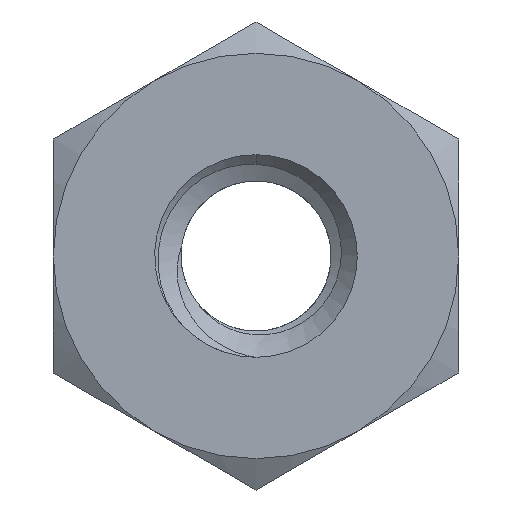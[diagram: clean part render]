
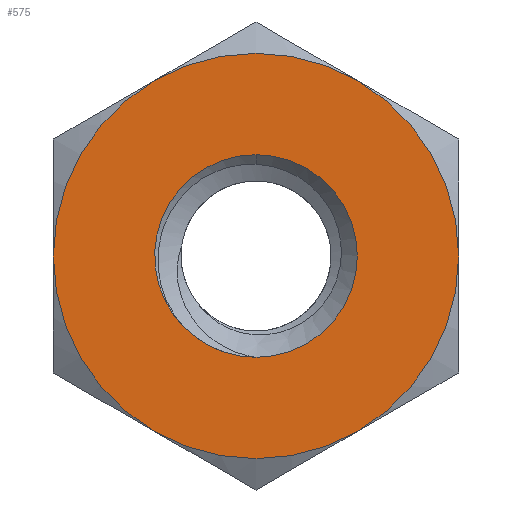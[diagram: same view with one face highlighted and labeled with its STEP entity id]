
A CAD part, front view. The second image highlights one B-rep face of the part: STEP entity #575.
In plain terms, the highlighted planar face has unit normal (0, -1, 0).
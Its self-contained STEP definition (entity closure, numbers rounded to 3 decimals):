
#17=FACE_BOUND('',#178,.T.);
#25=PLANE('',#645);
#101=CIRCLE('',#616,1.);
#104=CIRCLE('',#624,1.);
#105=CIRCLE('',#626,1.);
#107=CIRCLE('',#630,2.);
#114=CIRCLE('',#646,2.);
#115=CIRCLE('',#647,2.);
#116=CIRCLE('',#648,2.);
#117=CIRCLE('',#649,2.);
#118=CIRCLE('',#650,2.);
#141=FACE_OUTER_BOUND('',#177,.T.);
#177=EDGE_LOOP('',(#480,#481,#482,#483,#484,#485));
#178=EDGE_LOOP('',(#486,#487,#488));
#261=VERTEX_POINT('',#1326);
#262=VERTEX_POINT('',#1406);
#270=VERTEX_POINT('',#2353);
#271=VERTEX_POINT('',#2846);
#272=VERTEX_POINT('',#2847);
#283=VERTEX_POINT('',#2881);
#286=VERTEX_POINT('',#2898);
#291=VERTEX_POINT('',#2933);
#294=VERTEX_POINT('',#2950);
#314=EDGE_CURVE('',#262,#261,#101,.T.);
#330=EDGE_CURVE('',#270,#262,#104,.T.);
#331=EDGE_CURVE('',#261,#270,#105,.T.);
#336=EDGE_CURVE('',#271,#272,#107,.T.);
#373=EDGE_CURVE('',#272,#286,#114,.T.);
#374=EDGE_CURVE('',#286,#283,#115,.T.);
#375=EDGE_CURVE('',#283,#294,#116,.T.);
#376=EDGE_CURVE('',#294,#291,#117,.T.);
#377=EDGE_CURVE('',#271,#291,#118,.T.);
#480=ORIENTED_EDGE('',*,*,#336,.T.);
#481=ORIENTED_EDGE('',*,*,#373,.T.);
#482=ORIENTED_EDGE('',*,*,#374,.T.);
#483=ORIENTED_EDGE('',*,*,#375,.T.);
#484=ORIENTED_EDGE('',*,*,#376,.T.);
#485=ORIENTED_EDGE('',*,*,#377,.F.);
#486=ORIENTED_EDGE('',*,*,#314,.T.);
#487=ORIENTED_EDGE('',*,*,#331,.T.);
#488=ORIENTED_EDGE('',*,*,#330,.T.);
#575=ADVANCED_FACE('',(#141,#17),#25,.F.);
#616=AXIS2_PLACEMENT_3D('',#1407,#685,#686);
#624=AXIS2_PLACEMENT_3D('',#2546,#704,#705);
#626=AXIS2_PLACEMENT_3D('',#2548,#708,#709);
#630=AXIS2_PLACEMENT_3D('',#2848,#716,#717);
#645=AXIS2_PLACEMENT_3D('',#2963,#752,#753);
#646=AXIS2_PLACEMENT_3D('',#2964,#754,#755);
#647=AXIS2_PLACEMENT_3D('',#2965,#756,#757);
#648=AXIS2_PLACEMENT_3D('',#2966,#758,#759);
#649=AXIS2_PLACEMENT_3D('',#2967,#760,#761);
#650=AXIS2_PLACEMENT_3D('',#2968,#762,#763);
#685=DIRECTION('center_axis',(0.,1.,0.));
#686=DIRECTION('ref_axis',(0.,0.,1.));
#704=DIRECTION('center_axis',(0.,1.,0.));
#705=DIRECTION('ref_axis',(0.,0.,1.));
#708=DIRECTION('center_axis',(0.,1.,0.));
#709=DIRECTION('ref_axis',(0.,0.,1.));
#716=DIRECTION('center_axis',(0.,-1.,0.));
#717=DIRECTION('ref_axis',(0.,0.,1.));
#752=DIRECTION('center_axis',(0.,1.,0.));
#753=DIRECTION('ref_axis',(0.,0.,1.));
#754=DIRECTION('center_axis',(0.,-1.,0.));
#755=DIRECTION('ref_axis',(0.,0.,1.));
#756=DIRECTION('center_axis',(0.,-1.,0.));
#757=DIRECTION('ref_axis',(0.,0.,1.));
#758=DIRECTION('center_axis',(0.,-1.,0.));
#759=DIRECTION('ref_axis',(0.,0.,1.));
#760=DIRECTION('center_axis',(0.,-1.,0.));
#761=DIRECTION('ref_axis',(0.,0.,1.));
#762=DIRECTION('center_axis',(0.,1.,0.));
#763=DIRECTION('ref_axis',(0.,0.,1.));
#1326=CARTESIAN_POINT('',(-0.701,-0.8,-0.714));
#1406=CARTESIAN_POINT('',(0.,-0.8,-1.));
#1407=CARTESIAN_POINT('Origin',(0.,-0.8,0.));
#2353=CARTESIAN_POINT('',(0.,-0.8,1.));
#2546=CARTESIAN_POINT('Origin',(0.,-0.8,0.));
#2548=CARTESIAN_POINT('Origin',(0.,-0.8,0.));
#2846=CARTESIAN_POINT('',(1.,-0.8,1.732));
#2847=CARTESIAN_POINT('',(-1.,-0.8,1.732));
#2848=CARTESIAN_POINT('Origin',(0.,-0.8,0.));
#2881=CARTESIAN_POINT('',(-1.,-0.8,-1.732));
#2898=CARTESIAN_POINT('',(-2.,-0.8,0.));
#2933=CARTESIAN_POINT('',(2.,-0.8,0.));
#2950=CARTESIAN_POINT('',(1.,-0.8,-1.732));
#2963=CARTESIAN_POINT('Origin',(-2.,-0.8,-1.155));
#2964=CARTESIAN_POINT('Origin',(0.,-0.8,0.));
#2965=CARTESIAN_POINT('Origin',(0.,-0.8,0.));
#2966=CARTESIAN_POINT('Origin',(0.,-0.8,0.));
#2967=CARTESIAN_POINT('Origin',(0.,-0.8,0.));
#2968=CARTESIAN_POINT('Origin',(0.,-0.8,0.));
